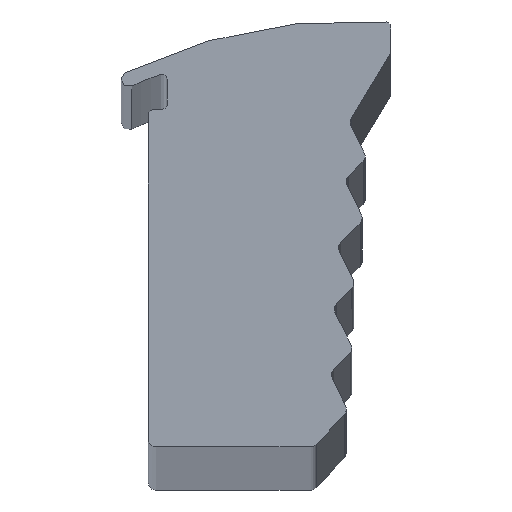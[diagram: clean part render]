
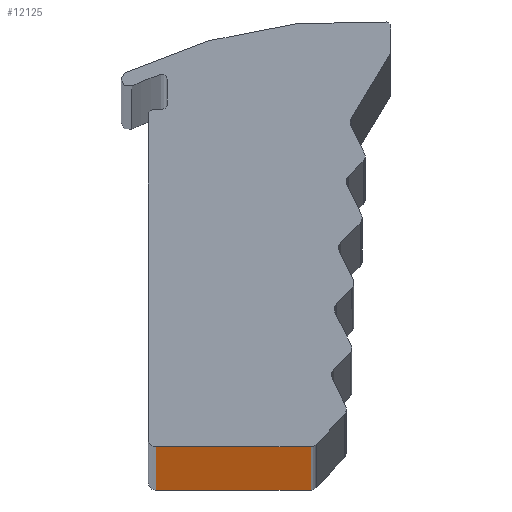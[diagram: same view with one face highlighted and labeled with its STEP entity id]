
A CAD part, top view. The second image highlights one B-rep face of the part: STEP entity #12125.
In plain terms, the highlighted planar face has unit normal (0, -1, 0).
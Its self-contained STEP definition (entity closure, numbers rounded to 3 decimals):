
#175 = AXIS2_PLACEMENT_3D ( 'NONE', #13242, #11841, #4670 ) ;
#216 = CARTESIAN_POINT ( 'NONE',  ( 0.3, -6.85, 500. ) ) ;
#494 = VERTEX_POINT ( 'NONE', #2014 ) ;
#1632 = DIRECTION ( 'NONE',  ( 1., 0., 0. ) ) ;
#1884 = CARTESIAN_POINT ( 'NONE',  ( 0.3, -6.85, -500. ) ) ;
#2005 = VECTOR ( 'NONE', #1632, 1000. ) ;
#2014 = CARTESIAN_POINT ( 'NONE',  ( 0.3, -6.85, 500. ) ) ;
#2199 = EDGE_CURVE ( 'NONE', #9824, #5607, #9281, .T. ) ;
#2992 = VERTEX_POINT ( 'NONE', #1884 ) ;
#3352 = LINE ( 'NONE', #216, #2005 ) ;
#3463 = VECTOR ( 'NONE', #11151, 1000. ) ;
#3879 = LINE ( 'NONE', #11294, #3463 ) ;
#4078 = CARTESIAN_POINT ( 'NONE',  ( 6.574, -6.85, 500. ) ) ;
#4626 = EDGE_CURVE ( 'NONE', #494, #2992, #3879, .T. ) ;
#4670 = DIRECTION ( 'NONE',  ( 0., 0., 1. ) ) ;
#4970 = LINE ( 'NONE', #12479, #10741 ) ;
#5126 = ORIENTED_EDGE ( 'NONE', *, *, #4626, .T. ) ;
#5545 = CARTESIAN_POINT ( 'NONE',  ( 6.574, -6.85, -500. ) ) ;
#5607 = VERTEX_POINT ( 'NONE', #5545 ) ;
#6144 = EDGE_LOOP ( 'NONE', ( #13386, #11389, #12507, #5126 ) ) ;
#6469 = EDGE_CURVE ( 'NONE', #2992, #5607, #4970, .T. ) ;
#8383 = VECTOR ( 'NONE', #13946, 1000. ) ;
#9281 = LINE ( 'NONE', #4078, #8383 ) ;
#9824 = VERTEX_POINT ( 'NONE', #17249 ) ;
#10035 = FACE_OUTER_BOUND ( 'NONE', #6144, .T. ) ;
#10741 = VECTOR ( 'NONE', #18343, 1000. ) ;
#11151 = DIRECTION ( 'NONE',  ( 0., 0., -1. ) ) ;
#11294 = CARTESIAN_POINT ( 'NONE',  ( 0.3, -6.85, 500. ) ) ;
#11389 = ORIENTED_EDGE ( 'NONE', *, *, #2199, .F. ) ;
#11841 = DIRECTION ( 'NONE',  ( 0., 1., 0. ) ) ;
#12125 = ADVANCED_FACE ( 'NONE', ( #10035 ), #13112, .F. ) ;
#12479 = CARTESIAN_POINT ( 'NONE',  ( 0.3, -6.85, -500. ) ) ;
#12507 = ORIENTED_EDGE ( 'NONE', *, *, #15041, .F. ) ;
#13112 = PLANE ( 'NONE',  #175 ) ;
#13242 = CARTESIAN_POINT ( 'NONE',  ( 0.3, -6.85, 500. ) ) ;
#13386 = ORIENTED_EDGE ( 'NONE', *, *, #6469, .T. ) ;
#13946 = DIRECTION ( 'NONE',  ( 0., 0., -1. ) ) ;
#15041 = EDGE_CURVE ( 'NONE', #494, #9824, #3352, .T. ) ;
#17249 = CARTESIAN_POINT ( 'NONE',  ( 6.574, -6.85, 500. ) ) ;
#18343 = DIRECTION ( 'NONE',  ( 1., 0., 0. ) ) ;
